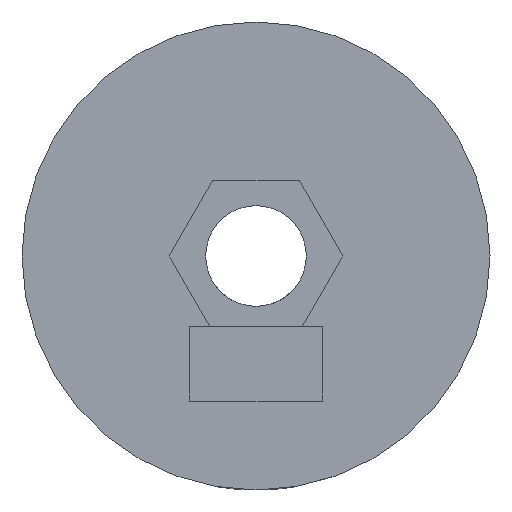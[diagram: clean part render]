
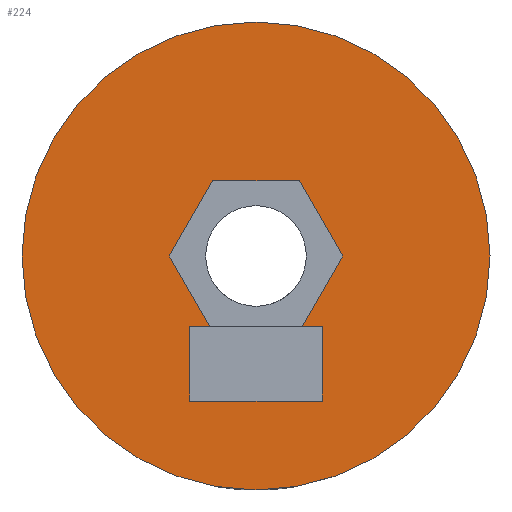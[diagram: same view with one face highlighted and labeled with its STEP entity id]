
A CAD part, front view. The second image highlights one B-rep face of the part: STEP entity #224.
In plain terms, the highlighted planar face has unit normal (0, -1, 0).
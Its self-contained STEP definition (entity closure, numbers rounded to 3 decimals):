
#31 = VERTEX_POINT('',#32);
#32 = CARTESIAN_POINT('',(0.,-28.,10.));
#38 = EDGE_CURVE('',#31,#31,#39,.T.);
#39 = CIRCLE('',#40,10.);
#40 = AXIS2_PLACEMENT_3D('',#41,#42,#43);
#41 = CARTESIAN_POINT('',(0.,-28.,0.));
#42 = DIRECTION('',(0.,1.,0.));
#43 = DIRECTION('',(0.,0.,1.));
#224 = ADVANCED_FACE('',(#225,#228),#310,.F.);
#225 = FACE_BOUND('',#226,.F.);
#226 = EDGE_LOOP('',(#227));
#227 = ORIENTED_EDGE('',*,*,#38,.T.);
#228 = FACE_BOUND('',#229,.F.);
#229 = EDGE_LOOP('',(#230,#240,#248,#256,#264,#272,#280,#288,#296,#304)
  );
#230 = ORIENTED_EDGE('',*,*,#231,.T.);
#231 = EDGE_CURVE('',#232,#234,#236,.T.);
#232 = VERTEX_POINT('',#233);
#233 = CARTESIAN_POINT('',(-1.853,-28.,3.21));
#234 = VERTEX_POINT('',#235);
#235 = CARTESIAN_POINT('',(-3.707,-28.,0.));
#236 = LINE('',#237,#238);
#237 = CARTESIAN_POINT('',(-1.853,-28.,3.21));
#238 = VECTOR('',#239,1.);
#239 = DIRECTION('',(-0.5,0.,-0.866));
#240 = ORIENTED_EDGE('',*,*,#241,.T.);
#241 = EDGE_CURVE('',#234,#242,#244,.T.);
#242 = VERTEX_POINT('',#243);
#243 = CARTESIAN_POINT('',(-1.975,-28.,-3.));
#244 = LINE('',#245,#246);
#245 = CARTESIAN_POINT('',(-3.707,-28.,0.));
#246 = VECTOR('',#247,1.);
#247 = DIRECTION('',(0.5,0.,-0.866));
#248 = ORIENTED_EDGE('',*,*,#249,.T.);
#249 = EDGE_CURVE('',#242,#250,#252,.T.);
#250 = VERTEX_POINT('',#251);
#251 = CARTESIAN_POINT('',(-2.825,-28.,-3.));
#252 = LINE('',#253,#254);
#253 = CARTESIAN_POINT('',(-1.413,-28.,-3.));
#254 = VECTOR('',#255,1.);
#255 = DIRECTION('',(-1.,0.,0.));
#256 = ORIENTED_EDGE('',*,*,#257,.T.);
#257 = EDGE_CURVE('',#250,#258,#260,.T.);
#258 = VERTEX_POINT('',#259);
#259 = CARTESIAN_POINT('',(-2.825,-28.,-6.2));
#260 = LINE('',#261,#262);
#261 = CARTESIAN_POINT('',(-2.825,-28.,-3.1));
#262 = VECTOR('',#263,1.);
#263 = DIRECTION('',(0.,0.,-1.));
#264 = ORIENTED_EDGE('',*,*,#265,.T.);
#265 = EDGE_CURVE('',#258,#266,#268,.T.);
#266 = VERTEX_POINT('',#267);
#267 = CARTESIAN_POINT('',(2.825,-28.,-6.2));
#268 = LINE('',#269,#270);
#269 = CARTESIAN_POINT('',(1.413,-28.,-6.2));
#270 = VECTOR('',#271,1.);
#271 = DIRECTION('',(1.,0.,0.));
#272 = ORIENTED_EDGE('',*,*,#273,.T.);
#273 = EDGE_CURVE('',#266,#274,#276,.T.);
#274 = VERTEX_POINT('',#275);
#275 = CARTESIAN_POINT('',(2.825,-28.,-3.));
#276 = LINE('',#277,#278);
#277 = CARTESIAN_POINT('',(2.825,-28.,-1.5));
#278 = VECTOR('',#279,1.);
#279 = DIRECTION('',(0.,0.,1.));
#280 = ORIENTED_EDGE('',*,*,#281,.T.);
#281 = EDGE_CURVE('',#274,#282,#284,.T.);
#282 = VERTEX_POINT('',#283);
#283 = CARTESIAN_POINT('',(1.975,-28.,-3.));
#284 = LINE('',#285,#286);
#285 = CARTESIAN_POINT('',(-1.413,-28.,-3.));
#286 = VECTOR('',#287,1.);
#287 = DIRECTION('',(-1.,0.,0.));
#288 = ORIENTED_EDGE('',*,*,#289,.T.);
#289 = EDGE_CURVE('',#282,#290,#292,.T.);
#290 = VERTEX_POINT('',#291);
#291 = CARTESIAN_POINT('',(3.707,-28.,0.));
#292 = LINE('',#293,#294);
#293 = CARTESIAN_POINT('',(1.853,-28.,-3.21));
#294 = VECTOR('',#295,1.);
#295 = DIRECTION('',(0.5,0.,0.866));
#296 = ORIENTED_EDGE('',*,*,#297,.T.);
#297 = EDGE_CURVE('',#290,#298,#300,.T.);
#298 = VERTEX_POINT('',#299);
#299 = CARTESIAN_POINT('',(1.853,-28.,3.21));
#300 = LINE('',#301,#302);
#301 = CARTESIAN_POINT('',(3.707,-28.,0.));
#302 = VECTOR('',#303,1.);
#303 = DIRECTION('',(-0.5,0.,0.866));
#304 = ORIENTED_EDGE('',*,*,#305,.T.);
#305 = EDGE_CURVE('',#298,#232,#306,.T.);
#306 = LINE('',#307,#308);
#307 = CARTESIAN_POINT('',(1.853,-28.,3.21));
#308 = VECTOR('',#309,1.);
#309 = DIRECTION('',(-1.,0.,0.));
#310 = PLANE('',#311);
#311 = AXIS2_PLACEMENT_3D('',#312,#313,#314);
#312 = CARTESIAN_POINT('',(0.,-28.,0.));
#313 = DIRECTION('',(0.,1.,0.));
#314 = DIRECTION('',(0.,0.,1.));
